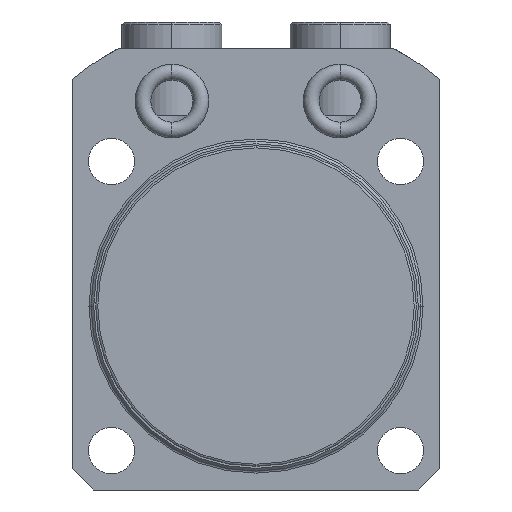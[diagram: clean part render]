
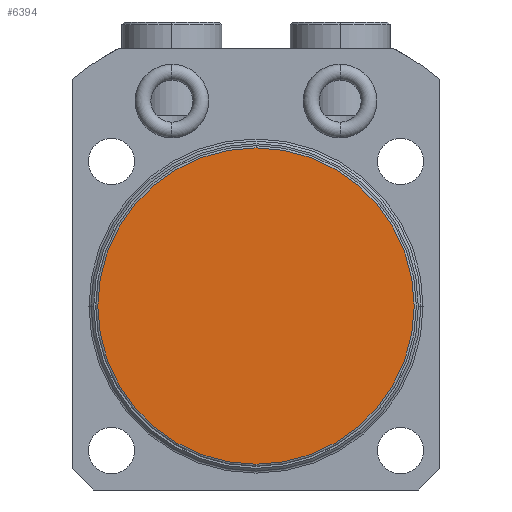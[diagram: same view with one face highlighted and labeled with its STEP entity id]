
A CAD part, front view. The second image highlights one B-rep face of the part: STEP entity #6394.
In plain terms, the highlighted planar face has unit normal (0, -1, 0).
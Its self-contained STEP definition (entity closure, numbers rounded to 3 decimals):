
#2279=CARTESIAN_POINT('',(0.,-77.5,0.));
#2280=DIRECTION('',(0.,-1.,0.));
#2281=DIRECTION('',(0.,0.,1.));
#2282=AXIS2_PLACEMENT_3D('',#2279,#2280,#2281);
#2287=CARTESIAN_POINT('',(0.,-77.5,0.));
#2288=DIRECTION('',(0.,-1.,0.));
#2289=DIRECTION('',(0.,0.,-1.));
#2290=AXIS2_PLACEMENT_3D('',#2287,#2288,#2289);
#4587=CARTESIAN_POINT('',(0.,-77.5,30.1));
#4588=CARTESIAN_POINT('',(0.,-77.5,-30.1));
#4589=VERTEX_POINT('',#4587);
#4590=VERTEX_POINT('',#4588);
#6384=CARTESIAN_POINT('',(0.,-77.5,0.));
#6385=DIRECTION('',(0.,-1.,0.));
#6386=DIRECTION('',(0.,0.,-1.));
#6387=AXIS2_PLACEMENT_3D('',#6384,#6385,#6386);
#6388=PLANE('',#6387);
#6390=ORIENTED_EDGE('',*,*,#6389,.F.);
#6391=ORIENTED_EDGE('',*,*,#6374,.F.);
#6392=EDGE_LOOP('',(#6390,#6391));
#6393=FACE_OUTER_BOUND('',#6392,.F.);
#2283=CIRCLE('',#2282,30.1);
#2291=CIRCLE('',#2290,30.1);
#6374=EDGE_CURVE('',#4590,#4589,#2291,.T.);
#6389=EDGE_CURVE('',#4589,#4590,#2283,.T.);
#6394=ADVANCED_FACE('',(#6393),#6388,.T.);
